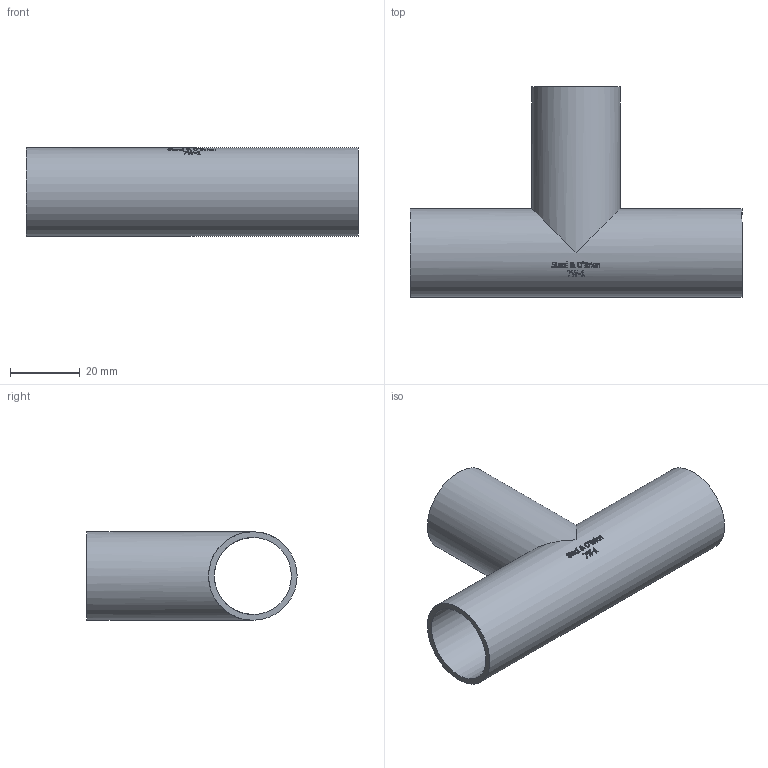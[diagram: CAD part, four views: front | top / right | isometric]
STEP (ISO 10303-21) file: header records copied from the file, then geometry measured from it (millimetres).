
FILE_DESCRIPTION(/* description */ (''),/* implementation_level */ '2;1');
FILE_NAME(/* name */ '7W-1.stp',/* time_stamp */ '2019-02-05T15:48:37-05:00',/* author */ ('rick'),/* organization */ (''),/* preprocessor_version */ 'ST-DEVELOPER v15.2',/* originating_system */ 'Autodesk Inventor 2014',/* authorisation */ '');
FILE_SCHEMA (('AUTOMOTIVE_DESIGN { 1 0 10303 214 3 1 1 }'));
Length unit declared in the file: inch
Products named in the file (1): 7W-1
Bounding box: 95.25 x 60.33 x 25.4 mm (x, y, z)
Volume: 15732.9 mm3; surface area: 19436.1 mm2
Topology: 1 solids, 1 shells, 267 faces, 722 edges, 482 vertices
Faces by surface type: bspline 120, plane 117, cylinder 30
Full cylindrical faces by diameter (mm): 22.098 x2, 25.4 x2
Entity records: 10498 total; most frequent: CARTESIAN_POINT 4461, ORIENTED_EDGE 1424, DIRECTION 898, EDGE_CURVE 712, VERTEX_POINT 478, LINE 342, VECTOR 342, EDGE_LOOP 302
